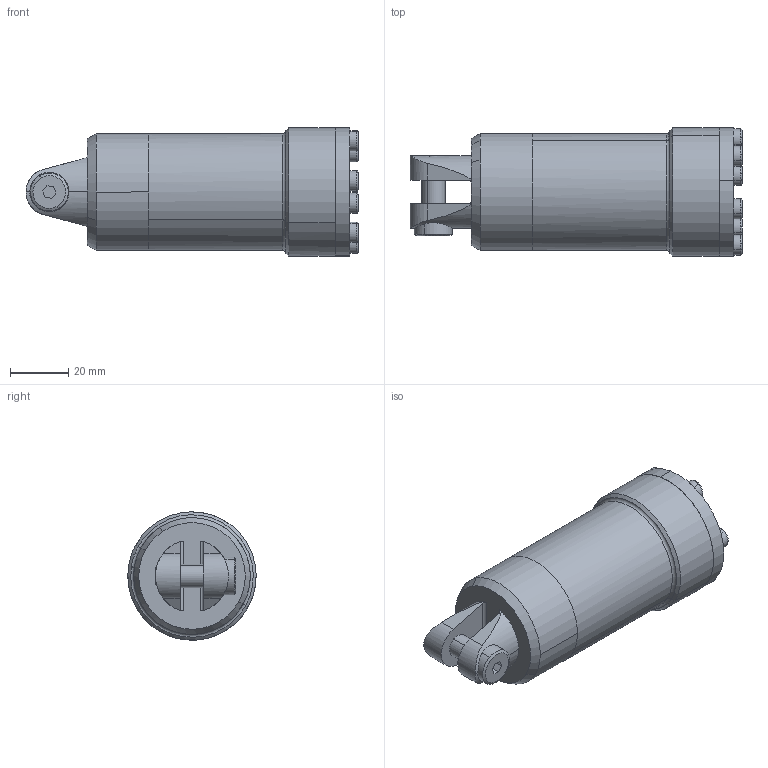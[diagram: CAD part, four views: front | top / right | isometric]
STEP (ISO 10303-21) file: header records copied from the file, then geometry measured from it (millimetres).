
FILE_DESCRIPTION (( 'STEP AP203' ), '1' );
FILE_NAME ('EPAULE-CYLINDRE-GROUPE2_AllCATPart_Default_sldprt.STEP', '2024-12-15T02:56:33', ( '' ), ( '' ), 'SwSTEP 2.0', 'SolidWorks 2024', '' );
FILE_SCHEMA (( 'CONFIG_CONTROL_DESIGN' ));
Length unit declared in the file: millimetre
Products named in the file (1): EPAULE-CYLINDRE-GROUPE2_AllCATPart_Default_sldprt
Bounding box: 113.8 x 44 x 44 mm (x, y, z)
Volume: 70341.4 mm3; surface area: 32757.9 mm2
Topology: 9 solids, 9 shells, 268 faces, 616 edges, 385 vertices
Faces by surface type: cylinder 98, plane 92, cone 51, torus 27
Entity records: 8849 total; most frequent: CARTESIAN_POINT 2679, DIRECTION 1311, ORIENTED_EDGE 1204, EDGE_CURVE 602, AXIS2_PLACEMENT_3D 516, VERTEX_POINT 385, EDGE_LOOP 319, VECTOR 279
